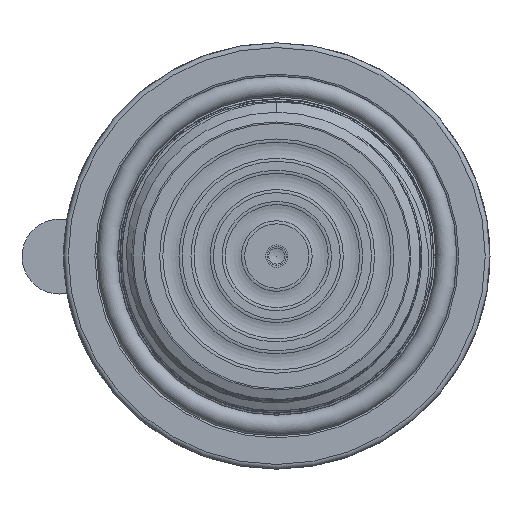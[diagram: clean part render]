
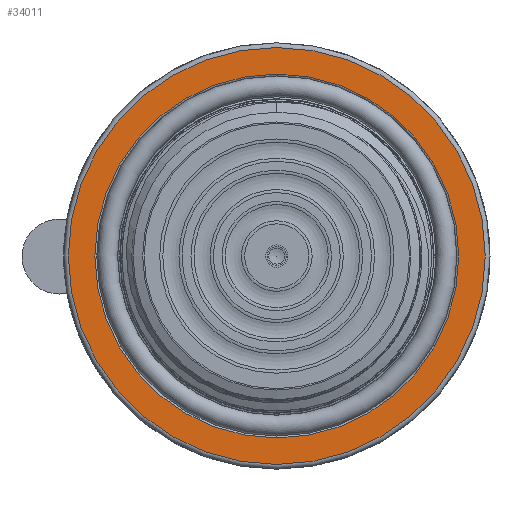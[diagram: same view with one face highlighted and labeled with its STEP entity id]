
A CAD part, left-side view. The second image highlights one B-rep face of the part: STEP entity #34011.
In plain terms, the highlighted planar face has unit normal (-1, 0, 0).
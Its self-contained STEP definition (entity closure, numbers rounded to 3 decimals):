
#799=FACE_BOUND('',#5672,.T.);
#1887=PLANE('',#36406);
#3703=FACE_OUTER_BOUND('',#5671,.T.);
#5671=EDGE_LOOP('',(#31906));
#5672=EDGE_LOOP('',(#31907));
#6474=CIRCLE('',#36404,19.2);
#6476=CIRCLE('',#36407,22.);
#16941=VERTEX_POINT('',#102297);
#16942=VERTEX_POINT('',#102301);
#21932=EDGE_CURVE('',#16941,#16941,#6474,.T.);
#21934=EDGE_CURVE('',#16942,#16942,#6476,.T.);
#31906=ORIENTED_EDGE('',*,*,#21934,.F.);
#31907=ORIENTED_EDGE('',*,*,#21932,.T.);
#34011=ADVANCED_FACE('',(#3703,#799),#1887,.T.);
#36404=AXIS2_PLACEMENT_3D('',#102298,#44116,#44117);
#36406=AXIS2_PLACEMENT_3D('',#102300,#44120,#44121);
#36407=AXIS2_PLACEMENT_3D('',#102302,#44122,#44123);
#44116=DIRECTION('center_axis',(1.,0.,0.));
#44117=DIRECTION('ref_axis',(0.,-1.,0.));
#44120=DIRECTION('center_axis',(-1.,0.,0.));
#44121=DIRECTION('ref_axis',(0.,1.,0.));
#44122=DIRECTION('center_axis',(1.,0.,0.));
#44123=DIRECTION('ref_axis',(0.,-1.,0.));
#102297=CARTESIAN_POINT('',(19.,19.2,0.));
#102298=CARTESIAN_POINT('Origin',(19.,0.,0.));
#102300=CARTESIAN_POINT('Origin',(19.,0.,-22.));
#102301=CARTESIAN_POINT('',(19.,0.,22.));
#102302=CARTESIAN_POINT('Origin',(19.,0.,0.));
